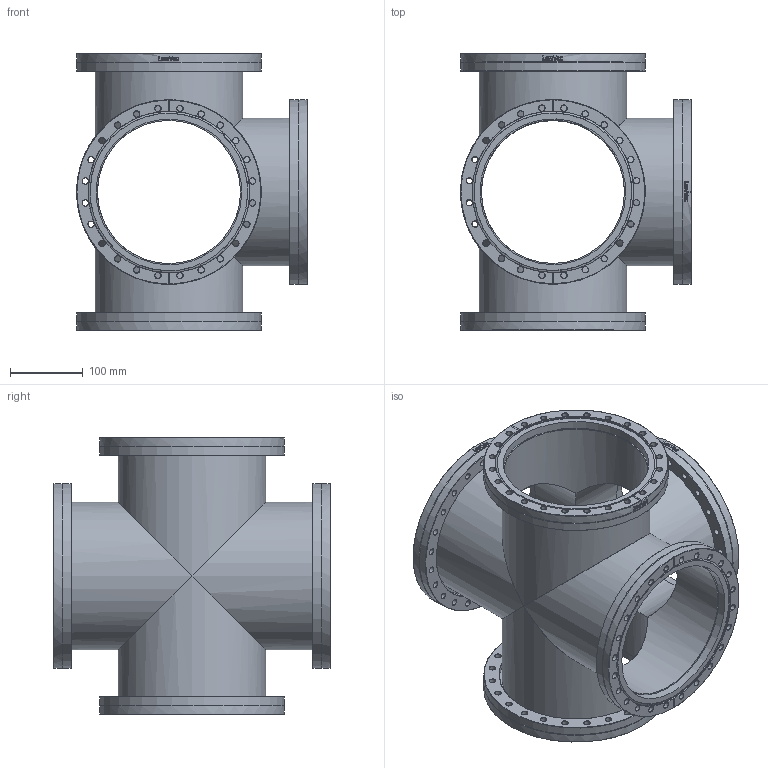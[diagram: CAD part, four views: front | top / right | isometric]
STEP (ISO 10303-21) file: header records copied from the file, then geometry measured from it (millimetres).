
FILE_DESCRIPTION(/* description */ (''),/* implementation_level */ '2;1');
FILE_NAME(/* name */ 'FL-5X200CF.stp',/* time_stamp */ '2018-03-02T11:03:11+00:00',/* author */ ('paul'),/* organization */ (''),/* preprocessor_version */ 'ST-DEVELOPER v17',/* originating_system */ 'Autodesk Inventor 2018',/* authorisation */ '');
FILE_SCHEMA (('AUTOMOTIVE_DESIGN { 1 0 10303 214 3 1 1 }'));
Length unit declared in the file: millimetre
Products named in the file (7): FL-5X200CF; TUBE; TUBE2; FL-200CFR-203; FL-200CFR OUTER; FL-200CFR-203 INNER; FL-200CF-203
Assembly tree (12 placements, depth 3):
  FL-5X200CF
    TUBE  x4
    TUBE2
    FL-200CFR-203  x3
      FL-200CFR OUTER
      FL-200CFR-203 INNER
    FL-200CF-203  x2
Bounding box: 317.5 x 381 x 381 mm (x, y, z)
Volume: 2982924.8 mm3; surface area: 1161171.9 mm2
Topology: 13 solids, 13 shells, 957 faces, 2810 edges, 1847 vertices
Faces by surface type: cone 274, bspline 265, cylinder 211, plane 202, torus 5
Full cylindrical faces by diameter (mm): 8.4 x120, 197 x5, 200.4 x5, 203.2 x5, 203.7 x5, 211 x3, 222 x3, 222.2 x5, 254 x10
Entity records: 38569 total; most frequent: CARTESIAN_POINT 28538, ORIENTED_EDGE 2218, DIRECTION 1806, EDGE_CURVE 1109, VERTEX_POINT 729, AXIS2_PLACEMENT_3D 716, EDGE_LOOP 480, CIRCLE 405
